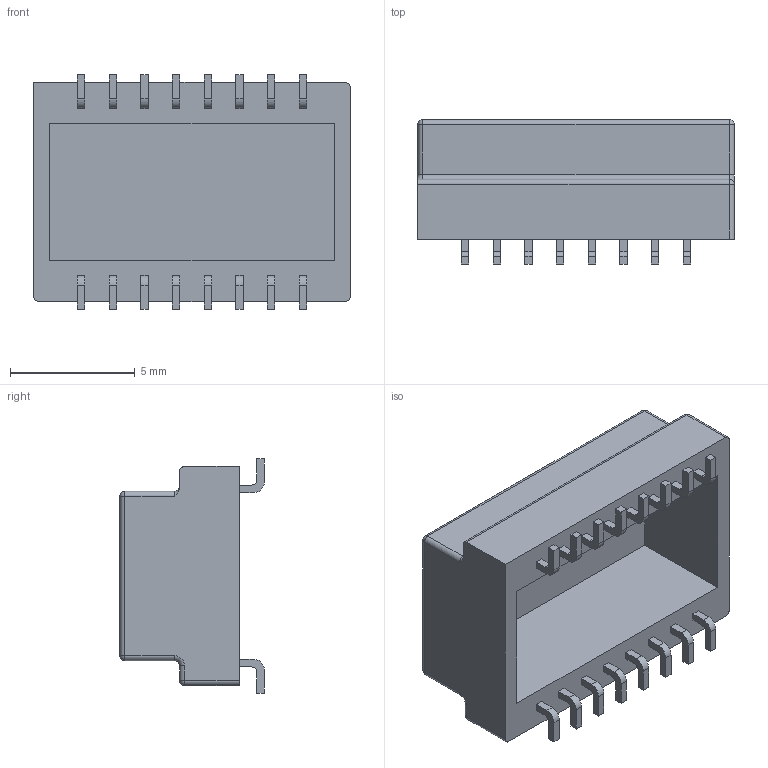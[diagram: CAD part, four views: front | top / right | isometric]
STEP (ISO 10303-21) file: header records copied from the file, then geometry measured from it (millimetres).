
FILE_DESCRIPTION( ( 'Unknown' ), '1' );
FILE_NAME( '7490140117C.stp', 'Unknown', ( 'Unknown' ), ( 'Unknown' ), 'PSStep 19.0.9', 'Unknown', ' ' );
FILE_SCHEMA( ( 'AUTOMOTIVE_DESIGN { 1 0 10303 214 1 1 1 1 }' ) );
Length unit declared in the file: millimetre
Products named in the file (18): Assem1; KEZI; PINJIAO
Assembly tree (17 placements, depth 2):
  Assem1
    KEZI
    PINJIAO
    PINJIAO
    PINJIAO
    PINJIAO
    PINJIAO
    PINJIAO
    PINJIAO
    PINJIAO
    PINJIAO
    PINJIAO
    PINJIAO
    PINJIAO
    PINJIAO
    PINJIAO
    PINJIAO
    PINJIAO
Bounding box: 12.7 x 5.8 x 9.4 mm (x, y, z)
Volume: 217.4 mm3; surface area: 592.5 mm2
Topology: 17 solids, 17 shells, 278 faces, 669 edges, 437 vertices
Faces by surface type: plane 200, cylinder 51, extrusion 16, sphere 7, torus 4
Full cylindrical faces by diameter (mm): 1 x1
Entity records: 11138 total; most frequent: CARTESIAN_POINT 2304, ORIENTED_EDGE 1332, DIRECTION 1223, EDGE_CURVE 666, VECTOR 451, VERTEX_POINT 436, LINE 435, AXIS2_PLACEMENT_3D 386
